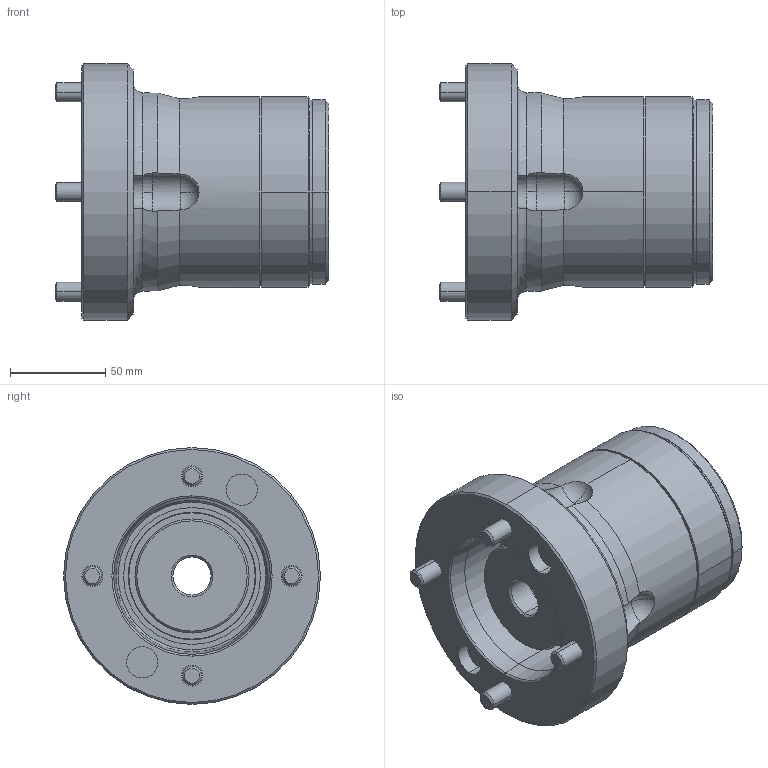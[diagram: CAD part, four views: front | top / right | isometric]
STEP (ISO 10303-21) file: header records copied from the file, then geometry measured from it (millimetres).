
FILE_DESCRIPTION (( 'STEP AP203' ), '1' );
FILE_NAME ('CF-CL-36A5.STEP', '2020-11-02T03:05:30', ( '' ), ( '' ), 'SwSTEP 2.0', 'SolidWorks 2016', '' );
FILE_SCHEMA (( 'CONFIG_CONTROL_DESIGN' ));
Length unit declared in the file: millimetre
Products named in the file (5): CL-36-02000; CL-36-04000; CL-42A5-01010; 圓頭內六角螺栓_M10x30; CF-CL-36A5
Assembly tree (7 placements, depth 2):
  CF-CL-36A5
    CL-42A5-01010
    CL-36-02000
    CL-36-04000
    圓頭內六角螺栓_M10x30  x4
Bounding box: 144 x 135 x 135 mm (x, y, z)
Volume: 677402.9 mm3; surface area: 146384.5 mm2
Topology: 7 solids, 7 shells, 244 faces, 566 edges, 346 vertices
Faces by surface type: plane 82, cylinder 80, cone 60, sphere 16, torus 6
Entity records: 5847 total; most frequent: CARTESIAN_POINT 1250, DIRECTION 916, ORIENTED_EDGE 784, EDGE_CURVE 392, AXIS2_PLACEMENT_3D 385, VERTEX_POINT 247, CIRCLE 206, EDGE_LOOP 199
